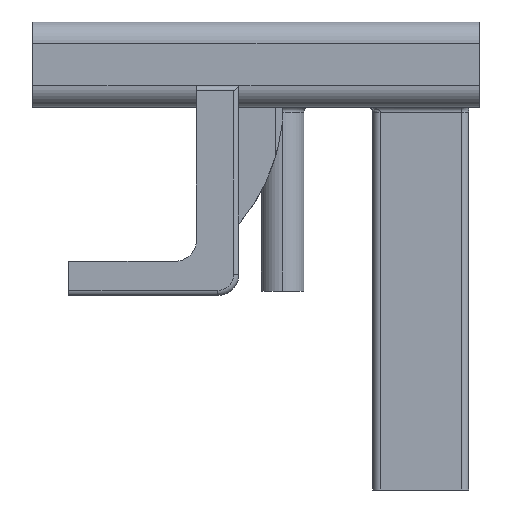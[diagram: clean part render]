
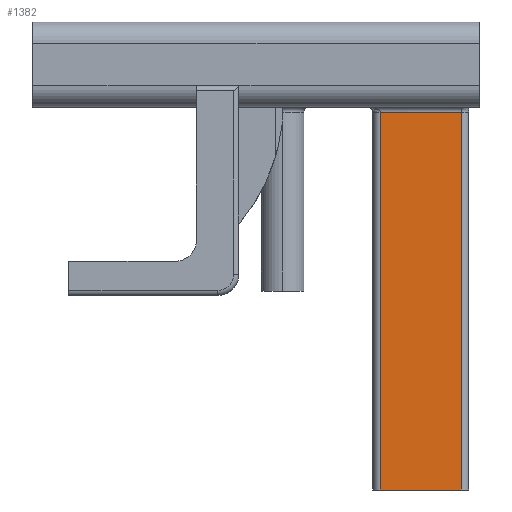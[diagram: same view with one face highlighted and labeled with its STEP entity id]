
A CAD part, left-side view. The second image highlights one B-rep face of the part: STEP entity #1382.
In plain terms, the highlighted planar face has unit normal (-1, 0, 0).
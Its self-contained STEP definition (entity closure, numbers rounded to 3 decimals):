
#183 = DIRECTION ( 'NONE',  ( 1., 0., 0. ) ) ;
#371 = LINE ( 'NONE', #5723, #3217 ) ;
#828 = VERTEX_POINT ( 'NONE', #8577 ) ;
#1198 = CARTESIAN_POINT ( 'NONE',  ( -25.95, -19.32, -36. ) ) ;
#1382 = ADVANCED_FACE ( 'NONE', ( #1408 ), #2328, .F. ) ;
#1408 = FACE_OUTER_BOUND ( 'NONE', #5777, .T. ) ;
#1419 = EDGE_CURVE ( 'NONE', #828, #4382, #4911, .T. ) ;
#1533 = CARTESIAN_POINT ( 'NONE',  ( -25.95, -11., -0.48 ) ) ;
#2328 = PLANE ( 'NONE',  #4391 ) ;
#2354 = DIRECTION ( 'NONE',  ( 0., 0., -1. ) ) ;
#2419 = EDGE_CURVE ( 'NONE', #8206, #828, #371, .T. ) ;
#2448 = CARTESIAN_POINT ( 'NONE',  ( -25.95, -11.68, -36. ) ) ;
#2604 = CARTESIAN_POINT ( 'NONE',  ( -25.95, -11.68, -0.48 ) ) ;
#2654 = VERTEX_POINT ( 'NONE', #2448 ) ;
#2714 = DIRECTION ( 'NONE',  ( 0., 1., 0. ) ) ;
#3217 = VECTOR ( 'NONE', #6397, 1000. ) ;
#3343 = ORIENTED_EDGE ( 'NONE', *, *, #2419, .T. ) ;
#3345 = VECTOR ( 'NONE', #6956, 1000. ) ;
#3419 = CARTESIAN_POINT ( 'NONE',  ( -25.95, -11., -36. ) ) ;
#3702 = VECTOR ( 'NONE', #7195, 1000. ) ;
#4145 = LINE ( 'NONE', #3419, #5894 ) ;
#4234 = LINE ( 'NONE', #7713, #3345 ) ;
#4382 = VERTEX_POINT ( 'NONE', #2604 ) ;
#4391 = AXIS2_PLACEMENT_3D ( 'NONE', #7137, #183, #2354 ) ;
#4911 = LINE ( 'NONE', #1533, #3702 ) ;
#5723 = CARTESIAN_POINT ( 'NONE',  ( -25.95, -19.32, -36. ) ) ;
#5777 = EDGE_LOOP ( 'NONE', ( #8948, #6574, #6813, #3343 ) ) ;
#5885 = EDGE_CURVE ( 'NONE', #8206, #2654, #4145, .T. ) ;
#5894 = VECTOR ( 'NONE', #2714, 1000. ) ;
#6397 = DIRECTION ( 'NONE',  ( 0., 0., 1. ) ) ;
#6432 = EDGE_CURVE ( 'NONE', #4382, #2654, #4234, .T. ) ;
#6574 = ORIENTED_EDGE ( 'NONE', *, *, #6432, .T. ) ;
#6813 = ORIENTED_EDGE ( 'NONE', *, *, #5885, .F. ) ;
#6956 = DIRECTION ( 'NONE',  ( 0., 0., -1. ) ) ;
#7137 = CARTESIAN_POINT ( 'NONE',  ( -25.95, -11., -36. ) ) ;
#7195 = DIRECTION ( 'NONE',  ( 0., 1., 0. ) ) ;
#7713 = CARTESIAN_POINT ( 'NONE',  ( -25.95, -11.68, -36. ) ) ;
#8206 = VERTEX_POINT ( 'NONE', #1198 ) ;
#8577 = CARTESIAN_POINT ( 'NONE',  ( -25.95, -19.32, -0.48 ) ) ;
#8948 = ORIENTED_EDGE ( 'NONE', *, *, #1419, .T. ) ;
